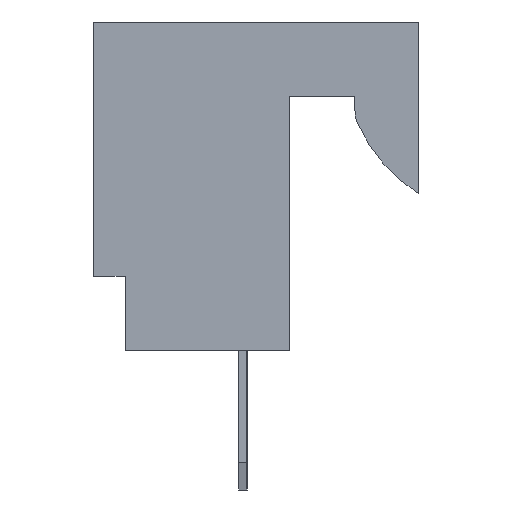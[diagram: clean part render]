
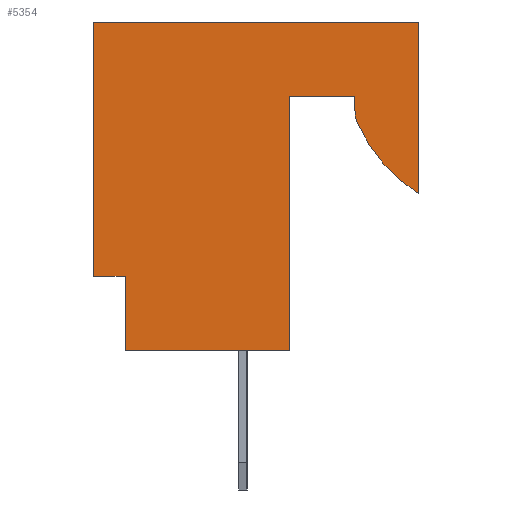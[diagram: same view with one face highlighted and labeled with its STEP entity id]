
A CAD part, left-side view. The second image highlights one B-rep face of the part: STEP entity #5354.
In plain terms, the highlighted planar face has unit normal (-1, 0, 0).
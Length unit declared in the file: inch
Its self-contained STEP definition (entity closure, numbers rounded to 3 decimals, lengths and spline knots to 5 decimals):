
#1=DIRECTION('',(0.,0.,-1.));
#2=VECTOR('',#1,0.16208);
#3=CARTESIAN_POINT('',(-0.398,0.,0.));
#4=LINE('',#3,#2);
#5=CARTESIAN_POINT('',(-0.398,-0.0797,-0.035));
#6=DIRECTION('',(1.,0.,0.));
#7=DIRECTION('',(0.,0.531,-0.847));
#8=AXIS2_PLACEMENT_3D('',#5,#6,#7);
#10=CARTESIAN_POINT('',(-0.398,0.03,-0.08365));
#11=DIRECTION('',(1.,0.,0.));
#12=DIRECTION('',(0.,0.914,-0.405));
#13=AXIS2_PLACEMENT_3D('',#10,#11,#12);
#15=DIRECTION('',(0.,0.,1.));
#16=VECTOR('',#15,0.01365);
#17=CARTESIAN_POINT('',(-0.398,0.06,-0.08365));
#18=LINE('',#17,#16);
#19=DIRECTION('',(0.,1.,0.));
#20=VECTOR('',#19,0.062);
#21=CARTESIAN_POINT('',(-0.398,0.06,-0.07));
#22=LINE('',#21,#20);
#23=DIRECTION('',(0.,0.,-1.));
#24=VECTOR('',#23,0.24);
#25=CARTESIAN_POINT('',(-0.398,0.122,-0.07));
#26=LINE('',#25,#24);
#27=DIRECTION('',(0.,1.,0.));
#28=VECTOR('',#27,0.155);
#29=CARTESIAN_POINT('',(-0.398,0.122,-0.31));
#30=LINE('',#29,#28);
#31=DIRECTION('',(0.,0.,1.));
#32=VECTOR('',#31,0.07);
#33=CARTESIAN_POINT('',(-0.398,0.277,-0.31));
#34=LINE('',#33,#32);
#35=DIRECTION('',(0.,1.,0.));
#36=VECTOR('',#35,0.03);
#37=CARTESIAN_POINT('',(-0.398,0.277,-0.24));
#38=LINE('',#37,#36);
#39=DIRECTION('',(0.,0.,1.));
#40=VECTOR('',#39,0.24);
#41=CARTESIAN_POINT('',(-0.398,0.307,-0.24));
#42=LINE('',#41,#40);
#43=DIRECTION('',(0.,-1.,0.));
#44=VECTOR('',#43,0.307);
#45=CARTESIAN_POINT('',(-0.398,0.307,0.));
#46=LINE('',#45,#44);
#4049=CARTESIAN_POINT('',(-0.398,0.,0.));
#4050=CARTESIAN_POINT('',(-0.398,0.,-0.16208));
#4051=VERTEX_POINT('',#4049);
#4052=VERTEX_POINT('',#4050);
#4053=CARTESIAN_POINT('',(-0.398,0.06,-0.07));
#4054=CARTESIAN_POINT('',(-0.398,0.122,-0.07));
#4055=VERTEX_POINT('',#4053);
#4056=VERTEX_POINT('',#4054);
#4057=CARTESIAN_POINT('',(-0.398,0.122,-0.31));
#4058=VERTEX_POINT('',#4057);
#4059=CARTESIAN_POINT('',(-0.398,0.277,-0.31));
#4060=VERTEX_POINT('',#4059);
#4061=CARTESIAN_POINT('',(-0.398,0.277,-0.24));
#4062=VERTEX_POINT('',#4061);
#4063=CARTESIAN_POINT('',(-0.398,0.307,-0.24));
#4064=VERTEX_POINT('',#4063);
#4065=CARTESIAN_POINT('',(-0.398,0.307,0.));
#4066=VERTEX_POINT('',#4065);
#4233=CARTESIAN_POINT('',(-0.398,0.05742,-0.09581));
#4234=VERTEX_POINT('',#4233);
#4235=CARTESIAN_POINT('',(-0.398,0.06,-0.08365));
#4236=VERTEX_POINT('',#4235);
#5325=CARTESIAN_POINT('',(-0.398,0.,0.));
#5326=DIRECTION('',(1.,0.,0.));
#5327=DIRECTION('',(0.,0.,-1.));
#5328=AXIS2_PLACEMENT_3D('',#5325,#5326,#5327);
#5329=PLANE('',#5328);
#5331=ORIENTED_EDGE('',*,*,#5330,.T.);
#5333=ORIENTED_EDGE('',*,*,#5332,.T.);
#5335=ORIENTED_EDGE('',*,*,#5334,.T.);
#5337=ORIENTED_EDGE('',*,*,#5336,.T.);
#5339=ORIENTED_EDGE('',*,*,#5338,.T.);
#5341=ORIENTED_EDGE('',*,*,#5340,.T.);
#5343=ORIENTED_EDGE('',*,*,#5342,.T.);
#5345=ORIENTED_EDGE('',*,*,#5344,.T.);
#5347=ORIENTED_EDGE('',*,*,#5346,.T.);
#5349=ORIENTED_EDGE('',*,*,#5348,.T.);
#5351=ORIENTED_EDGE('',*,*,#5350,.T.);
#5352=EDGE_LOOP('',(#5331,#5333,#5335,#5337,#5339,#5341,#5343,#5345,#5347,#5349,
#5351));
#5353=FACE_OUTER_BOUND('',#5352,.F.);
#5354=ADVANCED_FACE('',(#5353),#5329,.F.);
#9=CIRCLE('',#8,0.15);
#14=CIRCLE('',#13,0.03);
#5330=EDGE_CURVE('',#4051,#4052,#4,.T.);
#5332=EDGE_CURVE('',#4052,#4234,#9,.T.);
#5334=EDGE_CURVE('',#4234,#4236,#14,.T.);
#5336=EDGE_CURVE('',#4236,#4055,#18,.T.);
#5338=EDGE_CURVE('',#4055,#4056,#22,.T.);
#5340=EDGE_CURVE('',#4056,#4058,#26,.T.);
#5342=EDGE_CURVE('',#4058,#4060,#30,.T.);
#5344=EDGE_CURVE('',#4060,#4062,#34,.T.);
#5346=EDGE_CURVE('',#4062,#4064,#38,.T.);
#5348=EDGE_CURVE('',#4064,#4066,#42,.T.);
#5350=EDGE_CURVE('',#4066,#4051,#46,.T.);
